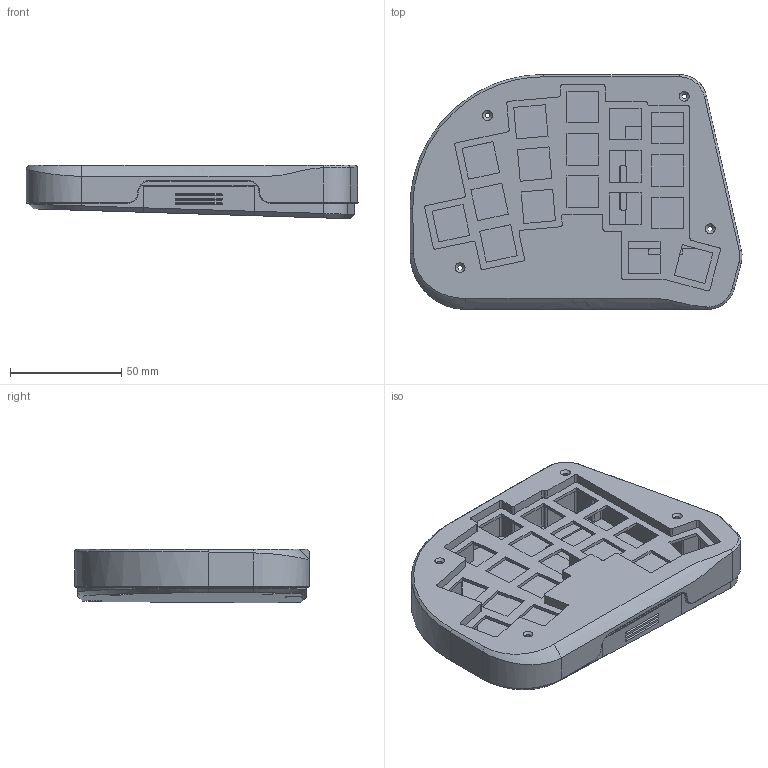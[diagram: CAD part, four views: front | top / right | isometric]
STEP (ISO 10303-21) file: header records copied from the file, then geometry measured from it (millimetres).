
FILE_DESCRIPTION(/* description */ ('','CAx-IF Rec.Pracs.---Representation and Presentation of Product Manufacturing Information (PMI)---4.0---2014-10-13'),/* implementation_level */ '2;1');
FILE_NAME(/* name */ 'SplayBreak Case Model A.step',/* time_stamp */ '2025-06-13T01:48:10+02:00',/* author */ (''),/* organization */ (''),/* preprocessor_version */ 'ST-DEVELOPER v20',/* originating_system */ 'Autodesk Translation Framework v13.20.0.188',/* authorisation */ '');
FILE_SCHEMA (('AP242_MANAGED_MODEL_BASED_3D_ENGINEERING_MIM_LF { 1 0 10303 442 1 1 4 }'));
Length unit declared in the file: millimetre
Products named in the file (1): Wingspan Case
Bounding box: 149.06 x 105.41 x 24.01 mm (x, y, z)
Volume: 118654.7 mm3; surface area: 94083.1 mm2
Topology: 5 solids, 5 shells, 643 faces, 1786 edges, 1162 vertices
Faces by surface type: plane 422, cylinder 175, bspline 27, cone 19
Full cylindrical faces by diameter (mm): 2.2 x8, 3.7 x12, 6.4 x2, 8.4 x4
Entity records: 21775 total; most frequent: CARTESIAN_POINT 5054, ORIENTED_EDGE 3560, DIRECTION 3309, EDGE_CURVE 1780, LINE 1357, VECTOR 1357, VERTEX_POINT 1162, AXIS2_PLACEMENT_3D 976
